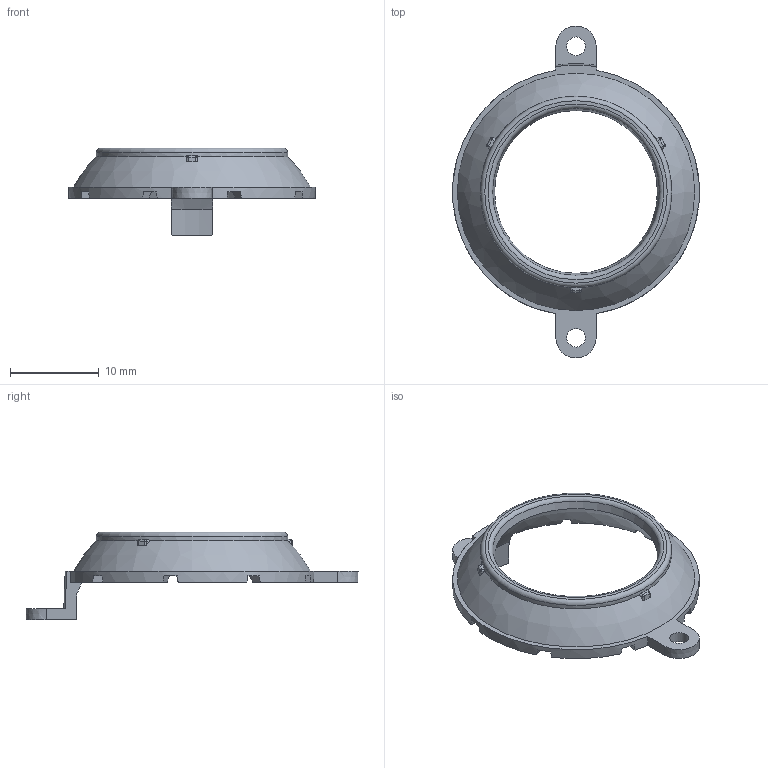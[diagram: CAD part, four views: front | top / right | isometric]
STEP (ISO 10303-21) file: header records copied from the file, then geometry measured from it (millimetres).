
FILE_DESCRIPTION(/* description */ (''),/* implementation_level */ '2;1');
FILE_NAME(/* name */ 'ScrewPlateRound.step',/* time_stamp */ '2025-05-19T13:14:21-07:00',/* author */ (''),/* organization */ (''),/* preprocessor_version */ 'ST-DEVELOPER v20.1',/* originating_system */ 'Autodesk Translation Framework v14.4.0.0',/* authorisation */ '');
FILE_SCHEMA (('AUTOMOTIVE_DESIGN { 1 0 10303 214 3 1 1 }'));
Length unit declared in the file: millimetre
Products named in the file (1): ScrewPlateRound
Bounding box: 27.74 x 37.37 x 9.89 mm (x, y, z)
Volume: 692.5 mm3; surface area: 1334.3 mm2
Topology: 1 solids, 1 shells, 89 faces, 239 edges, 153 vertices
Faces by surface type: plane 54, cylinder 17, sphere 8, cone 8, torus 2
Full cylindrical faces by diameter (mm): 2.1 x2
Entity records: 2980 total; most frequent: CARTESIAN_POINT 642, DIRECTION 522, ORIENTED_EDGE 478, EDGE_CURVE 239, AXIS2_PLACEMENT_3D 220, VERTEX_POINT 153, CIRCLE 114, EDGE_LOOP 96
